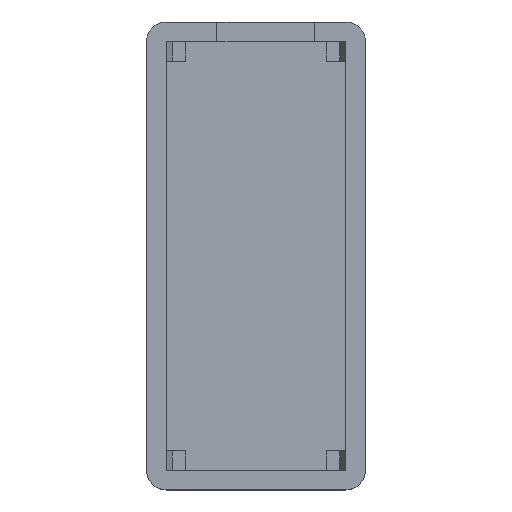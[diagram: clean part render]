
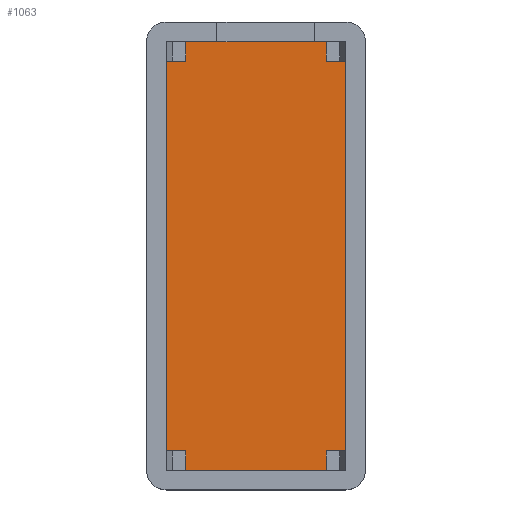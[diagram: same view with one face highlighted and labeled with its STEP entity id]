
A CAD part, top view. The second image highlights one B-rep face of the part: STEP entity #1063.
In plain terms, the highlighted planar face has unit normal (0, 0, 1).
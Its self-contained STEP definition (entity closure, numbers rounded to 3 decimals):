
#6 = DIRECTION ( 'NONE',  ( 1., 0., 0. ) ) ;
#9 = DIRECTION ( 'NONE',  ( 1., 0., 0. ) ) ;
#11 = CARTESIAN_POINT ( 'NONE',  ( -0.2, 1.8, -2. ) ) ;
#15 = DIRECTION ( 'NONE',  ( 0., -1., 0. ) ) ;
#26 = VECTOR ( 'NONE', #478, 1000. ) ;
#28 = ORIENTED_EDGE ( 'NONE', *, *, #864, .F. ) ;
#57 = EDGE_CURVE ( 'NONE', #183, #1256, #860, .T. ) ;
#101 = DIRECTION ( 'NONE',  ( 0., 1., 0. ) ) ;
#104 = EDGE_CURVE ( 'NONE', #879, #443, #119, .T. ) ;
#109 = CARTESIAN_POINT ( 'NONE',  ( 18.2, 43.7, -2. ) ) ;
#111 = VECTOR ( 'NONE', #101, 1000. ) ;
#119 = LINE ( 'NONE', #1191, #742 ) ;
#170 = DIRECTION ( 'NONE',  ( -1., 0., 0. ) ) ;
#183 = VERTEX_POINT ( 'NONE', #893 ) ;
#194 = LINE ( 'NONE', #406, #391 ) ;
#233 = ORIENTED_EDGE ( 'NONE', *, *, #343, .F. ) ;
#249 = DIRECTION ( 'NONE',  ( -1., 0., 0. ) ) ;
#252 = VERTEX_POINT ( 'NONE', #485 ) ;
#286 = VECTOR ( 'NONE', #15, 1000. ) ;
#301 = VERTEX_POINT ( 'NONE', #839 ) ;
#323 = CARTESIAN_POINT ( 'NONE',  ( 1.8, 1.8, -2. ) ) ;
#324 = VECTOR ( 'NONE', #170, 1000. ) ;
#328 = CARTESIAN_POINT ( 'NONE',  ( 18.2, -0.2, -2. ) ) ;
#343 = EDGE_CURVE ( 'NONE', #1005, #301, #712, .T. ) ;
#359 = VERTEX_POINT ( 'NONE', #800 ) ;
#390 = CARTESIAN_POINT ( 'NONE',  ( 1.8, 41.7, -2. ) ) ;
#391 = VECTOR ( 'NONE', #1372, 1000. ) ;
#406 = CARTESIAN_POINT ( 'NONE',  ( -0.2, 41.7, -2. ) ) ;
#407 = ORIENTED_EDGE ( 'NONE', *, *, #57, .F. ) ;
#412 = VERTEX_POINT ( 'NONE', #866 ) ;
#421 = LINE ( 'NONE', #750, #850 ) ;
#427 = EDGE_CURVE ( 'NONE', #517, #1005, #846, .T. ) ;
#443 = VERTEX_POINT ( 'NONE', #11 ) ;
#453 = DIRECTION ( 'NONE',  ( 0., -1., 0. ) ) ;
#458 = PLANE ( 'NONE',  #873 ) ;
#464 = LINE ( 'NONE', #686, #747 ) ;
#465 = EDGE_CURVE ( 'NONE', #503, #517, #935, .T. ) ;
#471 = EDGE_CURVE ( 'NONE', #834, #503, #194, .T. ) ;
#478 = DIRECTION ( 'NONE',  ( 0., -1., 0. ) ) ;
#485 = CARTESIAN_POINT ( 'NONE',  ( 16.2, 1.8, -2. ) ) ;
#503 = VERTEX_POINT ( 'NONE', #390 ) ;
#517 = VERTEX_POINT ( 'NONE', #1140 ) ;
#540 = CARTESIAN_POINT ( 'NONE',  ( -0.2, 43.7, -2. ) ) ;
#546 = LINE ( 'NONE', #635, #286 ) ;
#554 = VECTOR ( 'NONE', #453, 1000. ) ;
#566 = ORIENTED_EDGE ( 'NONE', *, *, #104, .F. ) ;
#567 = VECTOR ( 'NONE', #1364, 1000. ) ;
#575 = DIRECTION ( 'NONE',  ( 0., 0., -1. ) ) ;
#588 = VECTOR ( 'NONE', #6, 1000. ) ;
#589 = EDGE_CURVE ( 'NONE', #412, #359, #1236, .T. ) ;
#628 = LINE ( 'NONE', #1339, #807 ) ;
#635 = CARTESIAN_POINT ( 'NONE',  ( 16.2, -0.2, -2. ) ) ;
#667 = ORIENTED_EDGE ( 'NONE', *, *, #589, .F. ) ;
#684 = CARTESIAN_POINT ( 'NONE',  ( -0.2, -0.2, -2. ) ) ;
#686 = CARTESIAN_POINT ( 'NONE',  ( 18.2, 1.8, -2. ) ) ;
#712 = LINE ( 'NONE', #940, #26 ) ;
#742 = VECTOR ( 'NONE', #1077, 1000. ) ;
#747 = VECTOR ( 'NONE', #249, 1000. ) ;
#749 = EDGE_LOOP ( 'NONE', ( #28, #1082, #407, #1296, #233, #1281, #949, #761, #778, #566, #1208, #667 ) ) ;
#750 = CARTESIAN_POINT ( 'NONE',  ( 18.2, 41.7, -2. ) ) ;
#761 = ORIENTED_EDGE ( 'NONE', *, *, #471, .F. ) ;
#763 = LINE ( 'NONE', #540, #111 ) ;
#778 = ORIENTED_EDGE ( 'NONE', *, *, #887, .F. ) ;
#800 = CARTESIAN_POINT ( 'NONE',  ( 1.8, -0.2, -2. ) ) ;
#807 = VECTOR ( 'NONE', #810, 1000. ) ;
#810 = DIRECTION ( 'NONE',  ( 0., 1., 0. ) ) ;
#822 = EDGE_CURVE ( 'NONE', #359, #879, #628, .T. ) ;
#834 = VERTEX_POINT ( 'NONE', #1248 ) ;
#839 = CARTESIAN_POINT ( 'NONE',  ( 16.2, 41.7, -2. ) ) ;
#846 = LINE ( 'NONE', #109, #588 ) ;
#850 = VECTOR ( 'NONE', #9, 1000. ) ;
#860 = LINE ( 'NONE', #328, #554 ) ;
#864 = EDGE_CURVE ( 'NONE', #252, #412, #546, .T. ) ;
#866 = CARTESIAN_POINT ( 'NONE',  ( 16.2, -0.2, -2. ) ) ;
#873 = AXIS2_PLACEMENT_3D ( 'NONE', #1320, #575, #1216 ) ;
#879 = VERTEX_POINT ( 'NONE', #323 ) ;
#887 = EDGE_CURVE ( 'NONE', #443, #834, #763, .T. ) ;
#893 = CARTESIAN_POINT ( 'NONE',  ( 18.2, 41.7, -2. ) ) ;
#929 = EDGE_CURVE ( 'NONE', #301, #183, #421, .T. ) ;
#935 = LINE ( 'NONE', #1047, #567 ) ;
#940 = CARTESIAN_POINT ( 'NONE',  ( 16.2, 43.7, -2. ) ) ;
#949 = ORIENTED_EDGE ( 'NONE', *, *, #465, .F. ) ;
#980 = CARTESIAN_POINT ( 'NONE',  ( 16.2, 43.7, -2. ) ) ;
#1005 = VERTEX_POINT ( 'NONE', #980 ) ;
#1047 = CARTESIAN_POINT ( 'NONE',  ( 1.8, 43.7, -2. ) ) ;
#1063 = ADVANCED_FACE ( 'NONE', ( #1327 ), #458, .F. ) ;
#1077 = DIRECTION ( 'NONE',  ( -1., 0., 0. ) ) ;
#1082 = ORIENTED_EDGE ( 'NONE', *, *, #1137, .F. ) ;
#1097 = CARTESIAN_POINT ( 'NONE',  ( 18.2, 1.8, -2. ) ) ;
#1137 = EDGE_CURVE ( 'NONE', #1256, #252, #464, .T. ) ;
#1140 = CARTESIAN_POINT ( 'NONE',  ( 1.8, 43.7, -2. ) ) ;
#1191 = CARTESIAN_POINT ( 'NONE',  ( -0.2, 1.8, -2. ) ) ;
#1208 = ORIENTED_EDGE ( 'NONE', *, *, #822, .F. ) ;
#1216 = DIRECTION ( 'NONE',  ( -1., 0., 0. ) ) ;
#1236 = LINE ( 'NONE', #684, #324 ) ;
#1248 = CARTESIAN_POINT ( 'NONE',  ( -0.2, 41.7, -2. ) ) ;
#1256 = VERTEX_POINT ( 'NONE', #1097 ) ;
#1281 = ORIENTED_EDGE ( 'NONE', *, *, #427, .F. ) ;
#1296 = ORIENTED_EDGE ( 'NONE', *, *, #929, .F. ) ;
#1320 = CARTESIAN_POINT ( 'NONE',  ( 0., 0., -2. ) ) ;
#1327 = FACE_OUTER_BOUND ( 'NONE', #749, .T. ) ;
#1339 = CARTESIAN_POINT ( 'NONE',  ( 1.8, -0.2, -2. ) ) ;
#1364 = DIRECTION ( 'NONE',  ( 0., 1., 0. ) ) ;
#1372 = DIRECTION ( 'NONE',  ( 1., 0., 0. ) ) ;
